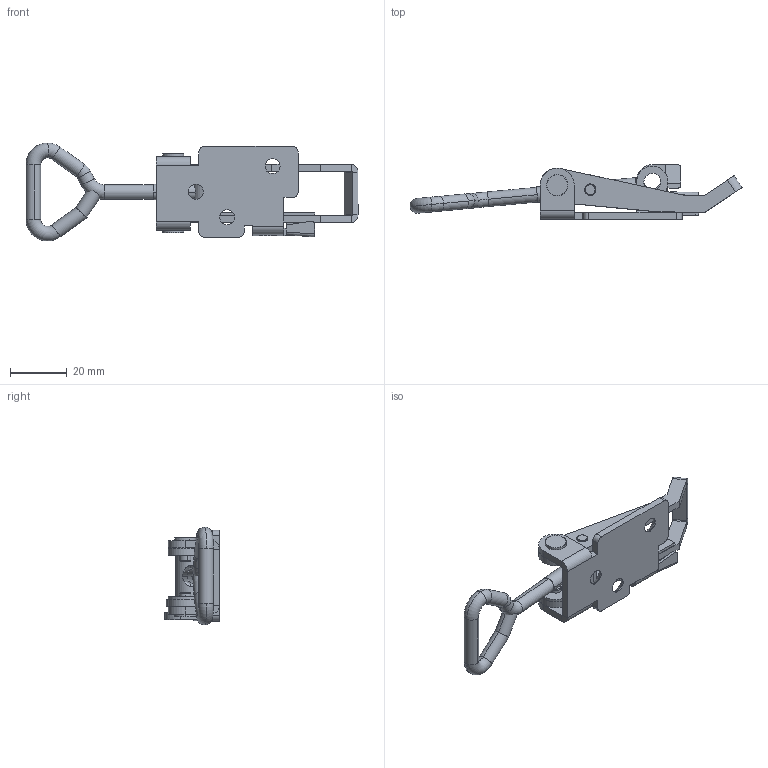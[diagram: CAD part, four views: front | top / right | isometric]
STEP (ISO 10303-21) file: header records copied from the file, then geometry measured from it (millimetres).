
FILE_DESCRIPTION (( 'STEP AP214' ), '1' );
FILE_NAME ('54076.STEP', '2016-11-25T07:13:08', ( '' ), ( '' ), 'SwSTEP 2.0', 'SolidWorks 2015', '' );
FILE_SCHEMA (( 'AUTOMOTIVE_DESIGN' ));
Length unit declared in the file: millimetre
Products named in the file (7): 702 - Skruvögla; 702 - Safety Catch; 702 - Rulle; 702 - Ansatsnit; 702 - Bygel l廛鐷la; 702 - Platta LC Spärr; 54076
Assembly tree (7 placements, depth 2):
  54076
    702 - Platta LC Spärr
    702 - Bygel l廛鐷la
    702 - Ansatsnit  x2
    702 - Rulle
    702 - Safety Catch
    702 - Skruvögla
Bounding box: 116.96 x 19.3 x 34.51 mm (x, y, z)
Volume: 12372 mm3; surface area: 12876.2 mm2
Topology: 7 solids, 7 shells, 222 faces, 524 edges, 323 vertices
Faces by surface type: cylinder 96, plane 94, cone 18, torus 14
Entity records: 6507 total; most frequent: CARTESIAN_POINT 1198, DIRECTION 1118, ORIENTED_EDGE 996, EDGE_CURVE 498, AXIS2_PLACEMENT_3D 417, VERTEX_POINT 307, VECTOR 284, LINE 284
